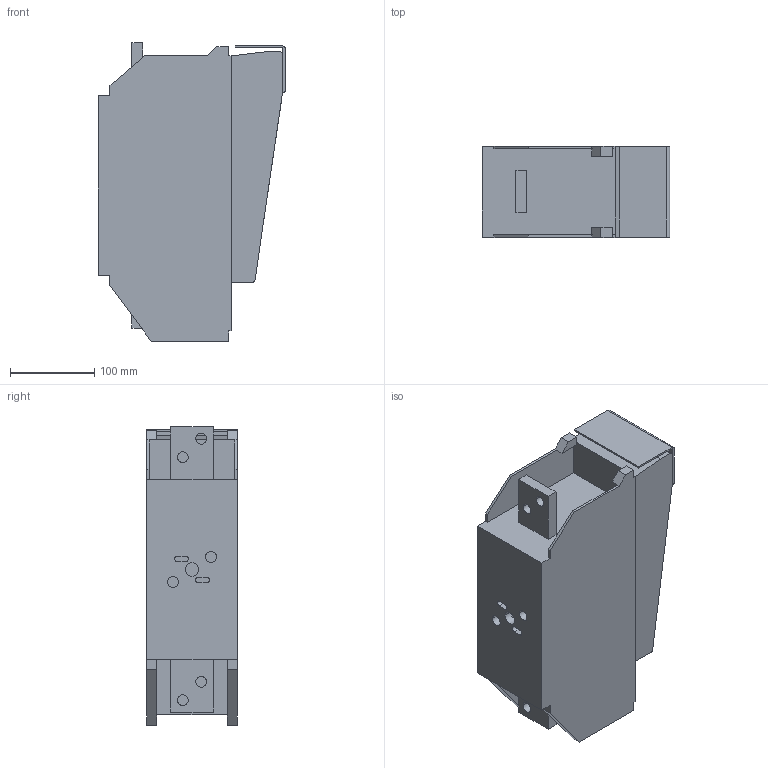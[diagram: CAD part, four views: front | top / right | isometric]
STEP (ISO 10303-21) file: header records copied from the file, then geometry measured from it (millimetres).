
FILE_DESCRIPTION((''),'2;1');
FILE_NAME('T4911001_98_NH_SICHERUNGSLAST_2_ASM','2021-05-14T',('marketing.praksa'),('Audax d.o.o.'),'CREO PARAMETRIC BY PTC INC, 2017480','CREO PARAMETRIC BY PTC INC, 2017480','');
FILE_SCHEMA(('AUTOMOTIVE_DESIGN { 1 0 10303 214 1 1 1 1 }'));
Length unit declared in the file: millimetre
Products named in the file (10): K_X2_00F6_X0_RPER_1_1; K_X2_00F6_X0_RPER_3_1_1; K_X2_00F6_X0_RPER_3_2_1; K_X2_00F6_X0_RPER_10_1; PRT9559D_1_1; PRT9559D_1_2; PRT9559D_1_3; PRT9559D_1_ASM; WLB-ASE_1; T4911001_98_NH_SICHERUNGSLAST_2_ASM
Assembly tree (9 placements, depth 3):
  T4911001_98_NH_SICHERUNGSLAST_2_ASM
    K_X2_00F6_X0_RPER_1_1
    K_X2_00F6_X0_RPER_3_1_1
    K_X2_00F6_X0_RPER_3_2_1
    K_X2_00F6_X0_RPER_10_1
    PRT9559D_1_ASM
      PRT9559D_1_1
      PRT9559D_1_2
      PRT9559D_1_3
    WLB-ASE_1
Bounding box: 223 x 108 x 354.5 mm (x, y, z)
Volume: 3624952.5 mm3; surface area: 433708.9 mm2
Topology: 8 solids, 8 shells, 219 faces, 579 edges, 384 vertices
Faces by surface type: plane 141, cylinder 78
Entity records: 9684 total; most frequent: CARTESIAN_POINT 1275, DIRECTION 1196, ORIENTED_EDGE 1158, PRESENTATION_STYLE_ASSIGNMENT 631, STYLED_ITEM 631, CURVE_STYLE 579, EDGE_CURVE 579, VECTOR 414
